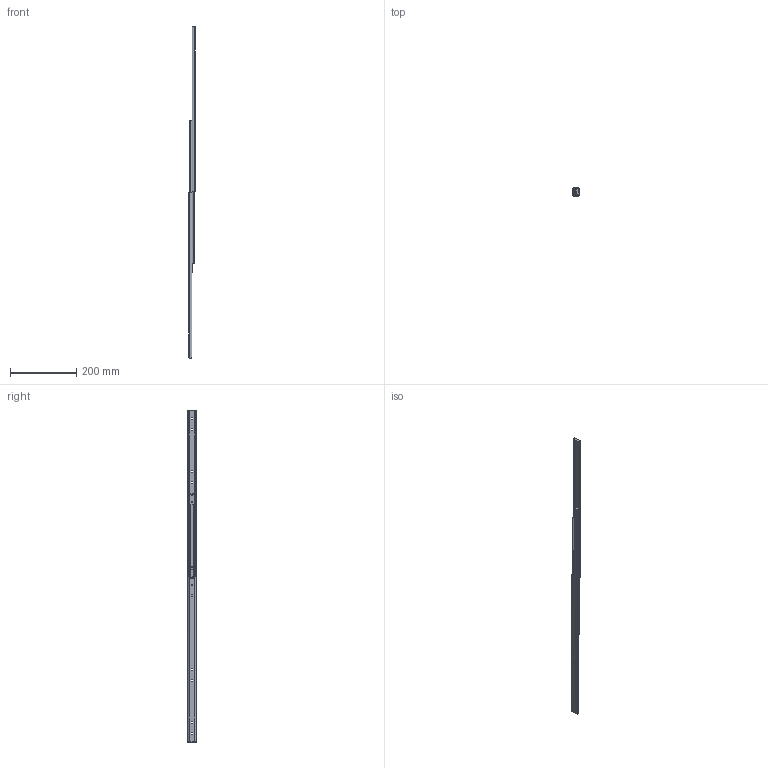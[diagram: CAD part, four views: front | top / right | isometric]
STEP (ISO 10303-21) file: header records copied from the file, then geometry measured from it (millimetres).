
FILE_DESCRIPTION(/* description */ ('Montage'),/* implementation_level */ '2;1');
FILE_NAME(/* name */ 'DZ2730-0050_3D-1.stp',/* time_stamp */ '2022-02-08T14:16:52+01:00',/* author */ ('twoell'),/* organization */ ('ACCURIDE International GmbH'),/* preprocessor_version */ 'ST-DEVELOPER v17',/* originating_system */ 'Autodesk Inventor 2018',/* authorisation */ '');
FILE_SCHEMA (('AUTOMOTIVE_DESIGN { 1 0 10303 214 3 1 1 }'));
Length unit declared in the file: millimetre
Products named in the file (8): DZ2730-0050_3D; 012730-0050_3D; 032730-0050_3D; 26000990-3D; 15000190-3D; 412730-0050_3D; 022730-0050_3D; 26003990-3D
Assembly tree (87 placements, depth 3):
  DZ2730-0050_3D
    012730-0050_3D  x2
    032730-0050_3D  x2
    26000990-3D  x2
    15000190-3D  x76
    412730-0050_3D
      022730-0050_3D  x2
    26003990-3D  x2
Bounding box: 19 x 27.08 x 1000.94 mm (x, y, z)
Volume: 99432.7 mm3; surface area: 162230 mm2
Topology: 86 solids, 86 shells, 2366 faces, 6850 edges, 4292 vertices
Faces by surface type: plane 1152, cylinder 950, sphere 140, bspline 112, torus 12
Full cylindrical faces by diameter (mm): 2.6 x2, 3 x2, 4 x30, 4.3 x2, 10 x4
Entity records: 40845 total; most frequent: CARTESIAN_POINT 9555, ORIENTED_EDGE 6560, DIRECTION 6481, EDGE_CURVE 3280, LINE 2169, VECTOR 2169, AXIS2_PLACEMENT_3D 2156, VERTEX_POINT 2072
